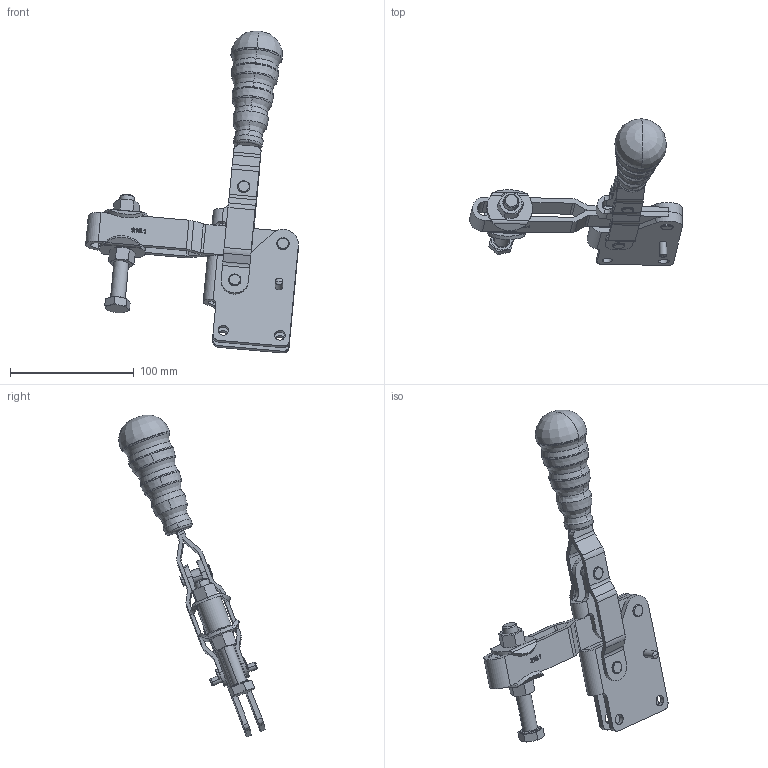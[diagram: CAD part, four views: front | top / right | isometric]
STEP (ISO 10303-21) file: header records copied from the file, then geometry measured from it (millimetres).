
FILE_DESCRIPTION((''),'2;1');
FILE_NAME('215.1.stp','2005-09-27T20:51:16',('Kysilko'),(''),'Autodesk Inventor 8','Autodesk Inventor 8','');
FILE_SCHEMA(('AUTOMOTIVE_DESIGN { 1 0 10303 214 1 1 1 1 }'));
Length unit declared in the file: millimetre
Products named in the file (1): Part14
Bounding box: 172.04 x 118.35 x 260.41 mm (x, y, z)
Volume: 210642.4 mm3; surface area: 85474.4 mm2
Topology: 1 solids, 3 shells, 1455 faces, 4969 edges, 3113 vertices
Faces by surface type: plane 736, cone 358, cylinder 236, bspline 99, torus 24, sphere 2
Entity records: 57740 total; most frequent: CARTESIAN_POINT 15121, ORIENTED_EDGE 9914, DIRECTION 8757, EDGE_CURVE 4957, AXIS2_PLACEMENT_3D 3143, VERTEX_POINT 3113, VECTOR 2471, LINE 2471
